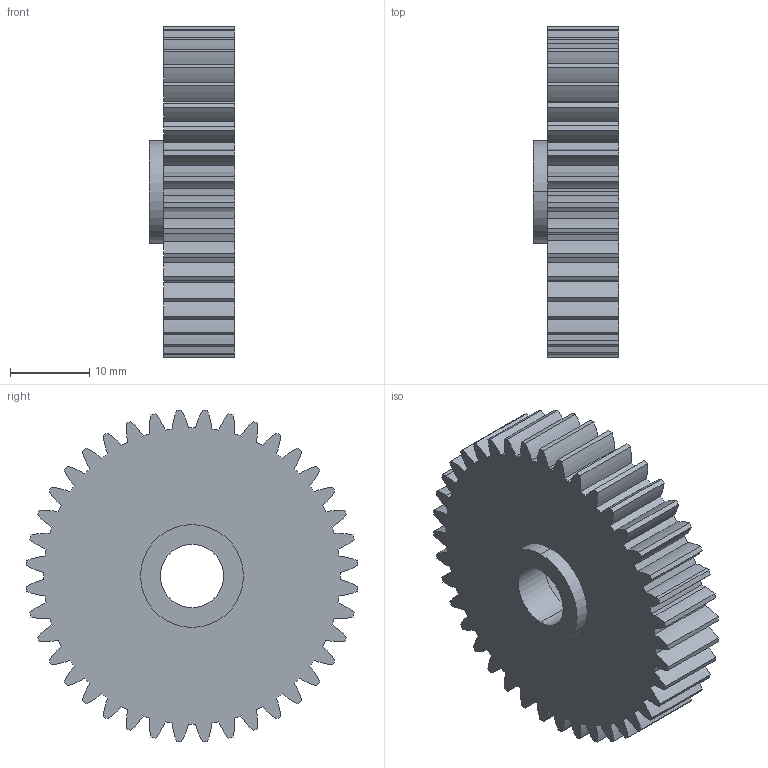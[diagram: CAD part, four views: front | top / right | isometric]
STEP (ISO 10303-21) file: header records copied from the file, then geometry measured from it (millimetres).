
FILE_DESCRIPTION (( 'STEP AP214' ), '1' );
FILE_NAME ('SS2K 40T Mod1 Spur Gear.STEP', '2024-12-14T02:07:08', ( '' ), ( '' ), 'SwSTEP 2.0', 'SolidWorks 2025', '' );
FILE_SCHEMA (( 'AUTOMOTIVE_DESIGN' ));
Length unit declared in the file: millimetre
Products named in the file (1): SS2K 40T Mod1 Spur Gear
Bounding box: 10.8 x 41.91 x 41.91 mm (x, y, z)
Volume: 10292.4 mm3; surface area: 5096.1 mm2
Topology: 1 solids, 1 shells, 179 faces, 525 edges, 350 vertices
Faces by surface type: cylinder 169, plane 10
Entity records: 6184 total; most frequent: DIRECTION 1223, CARTESIAN_POINT 1055, ORIENTED_EDGE 1050, EDGE_CURVE 525, AXIS2_PLACEMENT_3D 518, VERTEX_POINT 350, CIRCLE 338, VECTOR 187
